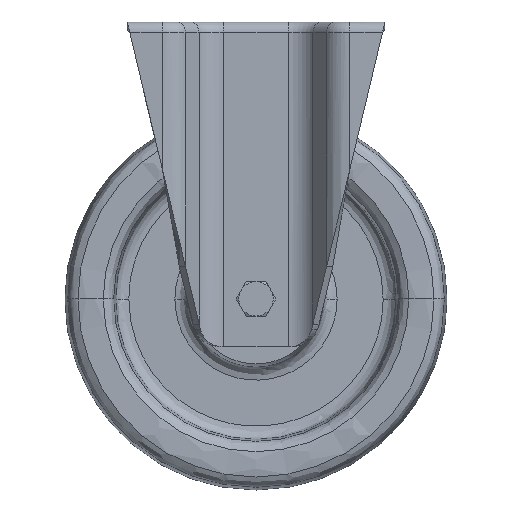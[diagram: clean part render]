
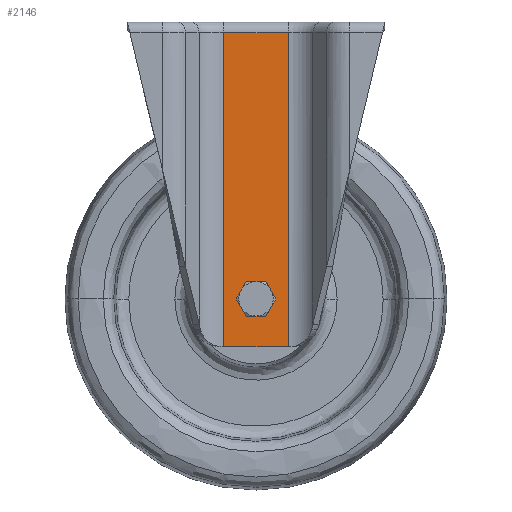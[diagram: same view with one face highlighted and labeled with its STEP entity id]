
A CAD part, top view. The second image highlights one B-rep face of the part: STEP entity #2146.
In plain terms, the highlighted planar face has unit normal (0, 0, 1).
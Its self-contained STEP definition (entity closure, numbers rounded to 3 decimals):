
#89 = AXIS2_PLACEMENT_3D ( 'NONE', #4003, #15325, #5625 ) ;
#332 = CARTESIAN_POINT ( 'NONE',  ( 17., -5.5, 35. ) ) ;
#1885 = LINE ( 'NONE', #10286, #10463 ) ;
#2146 = ADVANCED_FACE ( 'NONE', ( #7996, #20900 ), #18959, .T. ) ;
#2367 = VECTOR ( 'NONE', #9963, 1000. ) ;
#2987 = CARTESIAN_POINT ( 'NONE',  ( 17., -170., 35. ) ) ;
#3014 = VECTOR ( 'NONE', #16857, 1000. ) ;
#3506 = CARTESIAN_POINT ( 'NONE',  ( 17., -170., 35. ) ) ;
#4003 = CARTESIAN_POINT ( 'NONE',  ( 0., -145., 35. ) ) ;
#4198 = CARTESIAN_POINT ( 'NONE',  ( 0., -145., 35. ) ) ;
#4317 = ORIENTED_EDGE ( 'NONE', *, *, #15106, .T. ) ;
#4620 = CIRCLE ( 'NONE', #12779, 6.25 ) ;
#5363 = EDGE_CURVE ( 'NONE', #13823, #9322, #20063, .T. ) ;
#5625 = DIRECTION ( 'NONE',  ( -1., 0., 0. ) ) ;
#5829 = DIRECTION ( 'NONE',  ( -1., 0., 0. ) ) ;
#6670 = LINE ( 'NONE', #332, #2367 ) ;
#7655 = VECTOR ( 'NONE', #14298, 1000. ) ;
#7690 = CARTESIAN_POINT ( 'NONE',  ( 17., 0., 35. ) ) ;
#7996 = FACE_BOUND ( 'NONE', #15946, .T. ) ;
#8549 = ORIENTED_EDGE ( 'NONE', *, *, #5363, .T. ) ;
#9322 = VERTEX_POINT ( 'NONE', #3506 ) ;
#9327 = DIRECTION ( 'NONE',  ( -1., 0., 0. ) ) ;
#9963 = DIRECTION ( 'NONE',  ( -1., 0., 0. ) ) ;
#10124 = EDGE_LOOP ( 'NONE', ( #16526, #4317, #18683, #8549 ) ) ;
#10286 = CARTESIAN_POINT ( 'NONE',  ( -17., 0., 35. ) ) ;
#10463 = VECTOR ( 'NONE', #14983, 1000. ) ;
#10486 = EDGE_CURVE ( 'NONE', #16166, #9322, #11620, .T. ) ;
#11620 = LINE ( 'NONE', #16925, #3014 ) ;
#11928 = EDGE_CURVE ( 'NONE', #12952, #13888, #17631, .T. ) ;
#12779 = AXIS2_PLACEMENT_3D ( 'NONE', #4198, #15521, #5829 ) ;
#12805 = EDGE_CURVE ( 'NONE', #13888, #12952, #4620, .T. ) ;
#12952 = VERTEX_POINT ( 'NONE', #20842 ) ;
#13823 = VERTEX_POINT ( 'NONE', #19798 ) ;
#13888 = VERTEX_POINT ( 'NONE', #15218 ) ;
#14298 = DIRECTION ( 'NONE',  ( 1., 0., 0. ) ) ;
#14983 = DIRECTION ( 'NONE',  ( 0., -1., 0. ) ) ;
#15106 = EDGE_CURVE ( 'NONE', #16166, #19659, #6670, .T. ) ;
#15218 = CARTESIAN_POINT ( 'NONE',  ( 0., -151.25, 35. ) ) ;
#15325 = DIRECTION ( 'NONE',  ( 0., 0., 1. ) ) ;
#15521 = DIRECTION ( 'NONE',  ( 0., 0., 1. ) ) ;
#15946 = EDGE_LOOP ( 'NONE', ( #20711, #16218 ) ) ;
#16166 = VERTEX_POINT ( 'NONE', #18438 ) ;
#16218 = ORIENTED_EDGE ( 'NONE', *, *, #11928, .F. ) ;
#16526 = ORIENTED_EDGE ( 'NONE', *, *, #10486, .F. ) ;
#16647 = EDGE_CURVE ( 'NONE', #19659, #13823, #1885, .T. ) ;
#16857 = DIRECTION ( 'NONE',  ( 0., -1., 0. ) ) ;
#16925 = CARTESIAN_POINT ( 'NONE',  ( 17., 0., 35. ) ) ;
#17533 = AXIS2_PLACEMENT_3D ( 'NONE', #7690, #19029, #9327 ) ;
#17631 = CIRCLE ( 'NONE', #89, 6.25 ) ;
#18438 = CARTESIAN_POINT ( 'NONE',  ( 17., -5.5, 35. ) ) ;
#18683 = ORIENTED_EDGE ( 'NONE', *, *, #16647, .T. ) ;
#18959 = PLANE ( 'NONE',  #17533 ) ;
#19029 = DIRECTION ( 'NONE',  ( 0., 0., 1. ) ) ;
#19659 = VERTEX_POINT ( 'NONE', #19921 ) ;
#19798 = CARTESIAN_POINT ( 'NONE',  ( -17., -170., 35. ) ) ;
#19921 = CARTESIAN_POINT ( 'NONE',  ( -17., -5.5, 35. ) ) ;
#20063 = LINE ( 'NONE', #2987, #7655 ) ;
#20711 = ORIENTED_EDGE ( 'NONE', *, *, #12805, .F. ) ;
#20842 = CARTESIAN_POINT ( 'NONE',  ( 0., -138.75, 35. ) ) ;
#20900 = FACE_OUTER_BOUND ( 'NONE', #10124, .T. ) ;
